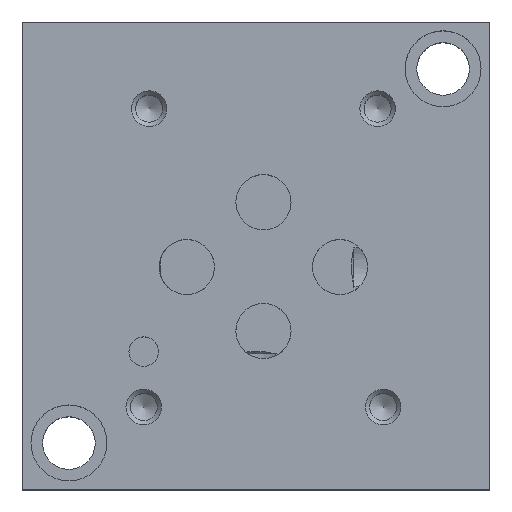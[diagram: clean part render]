
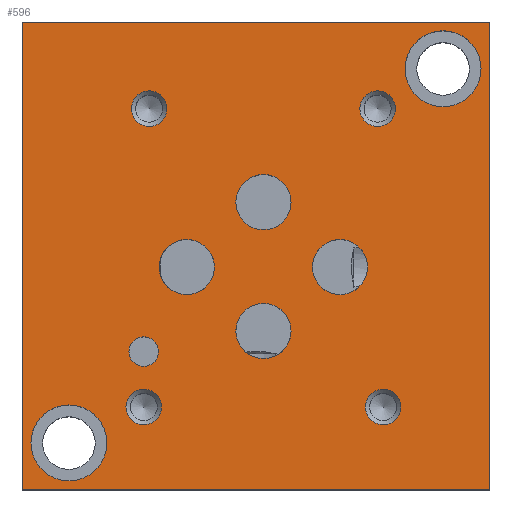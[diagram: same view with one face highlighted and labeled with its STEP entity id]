
A CAD part, top view. The second image highlights one B-rep face of the part: STEP entity #596.
In plain terms, the highlighted planar face has unit normal (0, 0, 1).
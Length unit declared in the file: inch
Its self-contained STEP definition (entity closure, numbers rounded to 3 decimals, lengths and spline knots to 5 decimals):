
#596 = ADVANCED_FACE( '', ( #1259, #1260, #1261, #1262, #1263, #1264, #1265, #1266, #1267, #1268, #1269, #1270 ), #1271, .F. );
#1259 = FACE_BOUND( '', #1947, .T. );
#1260 = FACE_BOUND( '', #1948, .T. );
#1261 = FACE_BOUND( '', #1949, .T. );
#1262 = FACE_BOUND( '', #1950, .T. );
#1263 = FACE_BOUND( '', #1951, .T. );
#1264 = FACE_BOUND( '', #1952, .T. );
#1265 = FACE_BOUND( '', #1953, .T. );
#1266 = FACE_BOUND( '', #1954, .T. );
#1267 = FACE_BOUND( '', #1955, .T. );
#1268 = FACE_BOUND( '', #1956, .T. );
#1269 = FACE_BOUND( '', #1957, .T. );
#1270 = FACE_OUTER_BOUND( '', #1958, .T. );
#1271 = PLANE( '', #1959 );
#1947 = EDGE_LOOP( '', ( #3643 ) );
#1948 = EDGE_LOOP( '', ( #3644 ) );
#1949 = EDGE_LOOP( '', ( #3645 ) );
#1950 = EDGE_LOOP( '', ( #3646 ) );
#1951 = EDGE_LOOP( '', ( #3647 ) );
#1952 = EDGE_LOOP( '', ( #3648 ) );
#1953 = EDGE_LOOP( '', ( #3649 ) );
#1954 = EDGE_LOOP( '', ( #3650 ) );
#1955 = EDGE_LOOP( '', ( #3651 ) );
#1956 = EDGE_LOOP( '', ( #3652 ) );
#1957 = EDGE_LOOP( '', ( #3653 ) );
#1958 = EDGE_LOOP( '', ( #3654, #3655, #3656, #3657 ) );
#1959 = AXIS2_PLACEMENT_3D( '', #3658, #3659, #3660 );
#3643 = ORIENTED_EDGE( '', *, *, #4295, .T. );
#3644 = ORIENTED_EDGE( '', *, *, #4408, .T. );
#3645 = ORIENTED_EDGE( '', *, *, #4426, .F. );
#3646 = ORIENTED_EDGE( '', *, *, #4251, .F. );
#3647 = ORIENTED_EDGE( '', *, *, #4285, .F. );
#3648 = ORIENTED_EDGE( '', *, *, #3973, .F. );
#3649 = ORIENTED_EDGE( '', *, *, #4314, .F. );
#3650 = ORIENTED_EDGE( '', *, *, #3832, .F. );
#3651 = ORIENTED_EDGE( '', *, *, #4493, .F. );
#3652 = ORIENTED_EDGE( '', *, *, #4436, .F. );
#3653 = ORIENTED_EDGE( '', *, *, #4497, .F. );
#3654 = ORIENTED_EDGE( '', *, *, #4066, .T. );
#3655 = ORIENTED_EDGE( '', *, *, #4163, .F. );
#3656 = ORIENTED_EDGE( '', *, *, #4350, .F. );
#3657 = ORIENTED_EDGE( '', *, *, #4485, .T. );
#3658 = CARTESIAN_POINT( '', ( 2.5, 2.5, 1. ) );
#3659 = DIRECTION( '', ( 0., 0., -1. ) );
#3660 = DIRECTION( '', ( -1., 0., 0. ) );
#3832 = EDGE_CURVE( '', #4538, #4538, #4539, .T. );
#3973 = EDGE_CURVE( '', #4788, #4788, #4789, .T. );
#4066 = EDGE_CURVE( '', #4940, #4944, #4946, .T. );
#4163 = EDGE_CURVE( '', #5098, #4944, #5100, .T. );
#4251 = EDGE_CURVE( '', #5230, #5230, #5231, .T. );
#4285 = EDGE_CURVE( '', #5271, #5271, #5272, .T. );
#4295 = EDGE_CURVE( '', #5285, #5285, #5286, .T. );
#4314 = EDGE_CURVE( '', #5308, #5308, #5309, .T. );
#4350 = EDGE_CURVE( '', #5361, #5098, #5363, .T. );
#4408 = EDGE_CURVE( '', #5429, #5429, #5430, .T. );
#4426 = EDGE_CURVE( '', #5451, #5451, #5452, .T. );
#4436 = EDGE_CURVE( '', #5462, #5462, #5463, .T. );
#4485 = EDGE_CURVE( '', #5361, #4940, #5517, .T. );
#4493 = EDGE_CURVE( '', #5524, #5524, #5525, .T. );
#4497 = EDGE_CURVE( '', #5529, #5529, #5530, .T. );
#4538 = VERTEX_POINT( '', #5573 );
#4539 = CIRCLE( '', #5574, 0.1475 );
#4788 = VERTEX_POINT( '', #5930 );
#4789 = CIRCLE( '', #5931, 0.095 );
#4940 = VERTEX_POINT( '', #6145 );
#4944 = VERTEX_POINT( '', #6151 );
#4946 = LINE( '', #6154, #6155 );
#5098 = VERTEX_POINT( '', #6368 );
#5100 = LINE( '', #6371, #6372 );
#5230 = VERTEX_POINT( '', #6567 );
#5231 = CIRCLE( '', #6568, 0.095 );
#5271 = VERTEX_POINT( '', #6622 );
#5272 = CIRCLE( '', #6623, 0.095 );
#5285 = VERTEX_POINT( '', #6641 );
#5286 = CIRCLE( '', #6642, 0.203 );
#5308 = VERTEX_POINT( '', #6671 );
#5309 = CIRCLE( '', #6672, 0.079 );
#5361 = VERTEX_POINT( '', #6764 );
#5363 = LINE( '', #6767, #6768 );
#5429 = VERTEX_POINT( '', #6862 );
#5430 = CIRCLE( '', #6863, 0.203 );
#5451 = VERTEX_POINT( '', #6893 );
#5452 = CIRCLE( '', #6894, 0.095 );
#5462 = VERTEX_POINT( '', #6907 );
#5463 = CIRCLE( '', #6908, 0.1475 );
#5517 = LINE( '', #6978, #6979 );
#5524 = VERTEX_POINT( '', #6987 );
#5525 = CIRCLE( '', #6988, 0.1475 );
#5529 = VERTEX_POINT( '', #6992 );
#5530 = CIRCLE( '', #6993, 0.1475 );
#5573 = CARTESIAN_POINT( '', ( 1.4375, 0.848, 1. ) );
#5574 = AXIS2_PLACEMENT_3D( '', #7036, #7037, #7038 );
#5930 = CARTESIAN_POINT( '', ( 1.995, 2.037, 1. ) );
#5931 = AXIS2_PLACEMENT_3D( '', #7203, #7204, #7205 );
#6145 = CARTESIAN_POINT( '', ( 0., 2.5, 1. ) );
#6151 = CARTESIAN_POINT( '', ( 0., 0., 1. ) );
#6154 = CARTESIAN_POINT( '', ( 0., 2.5, 1. ) );
#6155 = VECTOR( '', #7296, 39.37008 );
#6368 = CARTESIAN_POINT( '', ( 2.5, 0., 1. ) );
#6371 = CARTESIAN_POINT( '', ( 2.5, 0., 1. ) );
#6372 = VECTOR( '', #7416, 39.37008 );
#6567 = CARTESIAN_POINT( '', ( 0.745, 0.442, 1. ) );
#6568 = AXIS2_PLACEMENT_3D( '', #7544, #7545, #7546 );
#6622 = CARTESIAN_POINT( '', ( 2.025, 0.442, 1. ) );
#6623 = AXIS2_PLACEMENT_3D( '', #7573, #7574, #7575 );
#6641 = CARTESIAN_POINT( '', ( 2.047, 2.25, 1. ) );
#6642 = AXIS2_PLACEMENT_3D( '', #7584, #7585, #7586 );
#6671 = CARTESIAN_POINT( '', ( 0.729, 0.738, 1. ) );
#6672 = AXIS2_PLACEMENT_3D( '', #7600, #7601, #7602 );
#6764 = CARTESIAN_POINT( '', ( 2.5, 2.5, 1. ) );
#6767 = CARTESIAN_POINT( '', ( 2.5, 2.5, 1. ) );
#6768 = VECTOR( '', #7636, 39.37008 );
#6862 = CARTESIAN_POINT( '', ( 0.047, 0.25, 1. ) );
#6863 = AXIS2_PLACEMENT_3D( '', #7679, #7680, #7681 );
#6893 = CARTESIAN_POINT( '', ( 0.774, 2.037, 1. ) );
#6894 = AXIS2_PLACEMENT_3D( '', #7691, #7692, #7693 );
#6907 = CARTESIAN_POINT( '', ( 1.8465, 1.19, 1. ) );
#6908 = AXIS2_PLACEMENT_3D( '', #7697, #7698, #7699 );
#6978 = CARTESIAN_POINT( '', ( 2.5, 2.5, 1. ) );
#6979 = VECTOR( '', #7734, 39.37008 );
#6987 = CARTESIAN_POINT( '', ( 1.4375, 1.537, 1. ) );
#6988 = AXIS2_PLACEMENT_3D( '', #7736, #7737, #7738 );
#6992 = CARTESIAN_POINT( '', ( 1.0275, 1.19, 1. ) );
#6993 = AXIS2_PLACEMENT_3D( '', #7739, #7740, #7741 );
#7036 = CARTESIAN_POINT( '', ( 1.29, 0.848, 1. ) );
#7037 = DIRECTION( '', ( 0., 0., 1. ) );
#7038 = DIRECTION( '', ( 1., 0., 0. ) );
#7203 = CARTESIAN_POINT( '', ( 1.9, 2.037, 1. ) );
#7204 = DIRECTION( '', ( 0., 0., 1. ) );
#7205 = DIRECTION( '', ( 1., 0., 0. ) );
#7296 = DIRECTION( '', ( 0., -1., 0. ) );
#7416 = DIRECTION( '', ( -1., 0., 0. ) );
#7544 = CARTESIAN_POINT( '', ( 0.65, 0.442, 1. ) );
#7545 = DIRECTION( '', ( 0., 0., 1. ) );
#7546 = DIRECTION( '', ( 1., 0., 0. ) );
#7573 = CARTESIAN_POINT( '', ( 1.93, 0.442, 1. ) );
#7574 = DIRECTION( '', ( 0., 0., 1. ) );
#7575 = DIRECTION( '', ( 1., 0., 0. ) );
#7584 = CARTESIAN_POINT( '', ( 2.25, 2.25, 1. ) );
#7585 = DIRECTION( '', ( 0., 0., -1. ) );
#7586 = DIRECTION( '', ( -1., 0., 0. ) );
#7600 = CARTESIAN_POINT( '', ( 0.65, 0.738, 1. ) );
#7601 = DIRECTION( '', ( 0., 0., 1. ) );
#7602 = DIRECTION( '', ( 1., 0., 0. ) );
#7636 = DIRECTION( '', ( 0., -1., 0. ) );
#7679 = CARTESIAN_POINT( '', ( 0.25, 0.25, 1. ) );
#7680 = DIRECTION( '', ( 0., 0., -1. ) );
#7681 = DIRECTION( '', ( -1., 0., 0. ) );
#7691 = CARTESIAN_POINT( '', ( 0.679, 2.037, 1. ) );
#7692 = DIRECTION( '', ( 0., 0., 1. ) );
#7693 = DIRECTION( '', ( 1., 0., 0. ) );
#7697 = CARTESIAN_POINT( '', ( 1.699, 1.19, 1. ) );
#7698 = DIRECTION( '', ( 0., 0., 1. ) );
#7699 = DIRECTION( '', ( 1., 0., 0. ) );
#7734 = DIRECTION( '', ( -1., 0., 0. ) );
#7736 = CARTESIAN_POINT( '', ( 1.29, 1.537, 1. ) );
#7737 = DIRECTION( '', ( 0., 0., 1. ) );
#7738 = DIRECTION( '', ( 1., 0., 0. ) );
#7739 = CARTESIAN_POINT( '', ( 0.88, 1.19, 1. ) );
#7740 = DIRECTION( '', ( 0., 0., 1. ) );
#7741 = DIRECTION( '', ( 1., 0., 0. ) );
